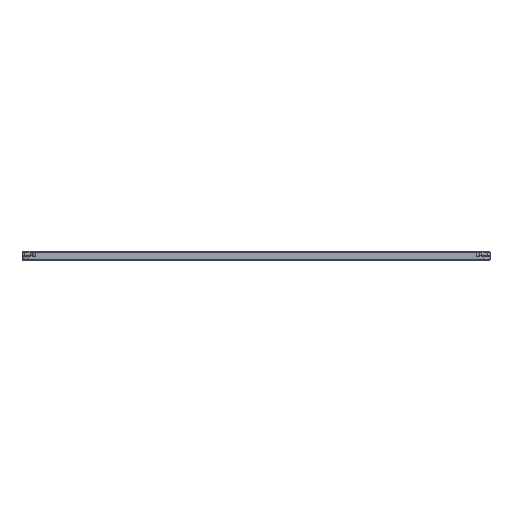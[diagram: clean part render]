
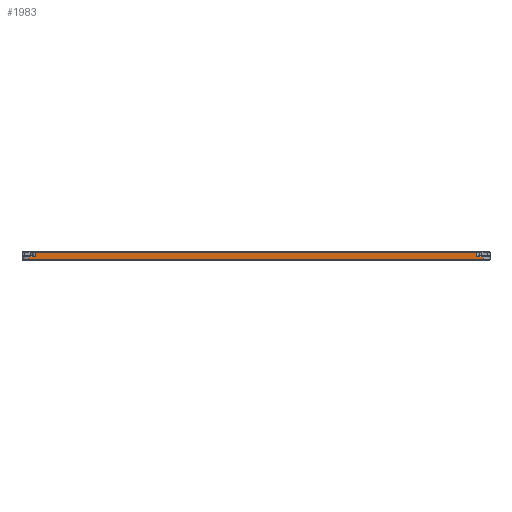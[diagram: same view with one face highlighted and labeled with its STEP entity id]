
A CAD part, front view. The second image highlights one B-rep face of the part: STEP entity #1983.
In plain terms, the highlighted planar face has unit normal (0, -1, 0).
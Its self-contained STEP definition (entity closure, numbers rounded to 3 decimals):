
#259=FACE_OUTER_BOUND('',#377,.T.);
#377=EDGE_LOOP('',(#1575,#1576,#1577,#1578,#1579,#1580,#1581,#1582));
#433=LINE('',#2961,#612);
#448=LINE('',#3038,#627);
#516=LINE('',#3286,#695);
#542=LINE('',#3350,#721);
#543=LINE('',#3352,#722);
#544=LINE('',#3354,#723);
#545=LINE('',#3356,#724);
#546=LINE('',#3357,#725);
#612=VECTOR('',#2315,10.);
#627=VECTOR('',#2390,10.);
#695=VECTOR('',#2646,10.);
#721=VECTOR('',#2720,10.);
#722=VECTOR('',#2723,10.);
#723=VECTOR('',#2724,10.);
#724=VECTOR('',#2725,10.);
#725=VECTOR('',#2726,10.);
#811=VERTEX_POINT('',#2953);
#813=VERTEX_POINT('',#2959);
#842=VERTEX_POINT('',#3031);
#845=VERTEX_POINT('',#3036);
#929=VERTEX_POINT('',#3277);
#931=VERTEX_POINT('',#3284);
#946=VERTEX_POINT('',#3353);
#947=VERTEX_POINT('',#3355);
#991=EDGE_CURVE('',#813,#811,#433,.T.);
#1028=EDGE_CURVE('',#845,#842,#448,.T.);
#1151=EDGE_CURVE('',#931,#929,#516,.T.);
#1185=EDGE_CURVE('',#929,#813,#542,.T.);
#1186=EDGE_CURVE('',#842,#931,#543,.T.);
#1187=EDGE_CURVE('',#946,#845,#544,.T.);
#1188=EDGE_CURVE('',#947,#946,#545,.T.);
#1189=EDGE_CURVE('',#811,#947,#546,.T.);
#1575=ORIENTED_EDGE('',*,*,#1185,.F.);
#1576=ORIENTED_EDGE('',*,*,#1151,.F.);
#1577=ORIENTED_EDGE('',*,*,#1186,.F.);
#1578=ORIENTED_EDGE('',*,*,#1028,.F.);
#1579=ORIENTED_EDGE('',*,*,#1187,.F.);
#1580=ORIENTED_EDGE('',*,*,#1188,.F.);
#1581=ORIENTED_EDGE('',*,*,#1189,.F.);
#1582=ORIENTED_EDGE('',*,*,#991,.F.);
#1901=PLANE('',#2207);
#1983=ADVANCED_FACE('',(#259),#1901,.T.);
#2207=AXIS2_PLACEMENT_3D('',#3351,#2721,#2722);
#2315=DIRECTION('',(1.,0.,0.));
#2390=DIRECTION('',(1.,0.,0.));
#2646=DIRECTION('',(1.,0.,0.));
#2720=DIRECTION('',(0.,0.,-1.));
#2721=DIRECTION('center_axis',(0.,-1.,0.));
#2722=DIRECTION('ref_axis',(-1.,0.,0.));
#2723=DIRECTION('',(0.,0.,1.));
#2724=DIRECTION('',(0.,0.,1.));
#2725=DIRECTION('',(-1.,0.,0.));
#2726=DIRECTION('',(0.,0.,-1.));
#2953=CARTESIAN_POINT('',(170.,-175.,-3.5));
#2959=CARTESIAN_POINT('',(165.,-175.,-3.5));
#2961=CARTESIAN_POINT('',(173.,-175.,-3.5));
#3031=CARTESIAN_POINT('',(-165.,-175.,-3.5));
#3036=CARTESIAN_POINT('',(-170.,-175.,-3.5));
#3038=CARTESIAN_POINT('',(2.,-175.,-3.5));
#3277=CARTESIAN_POINT('',(165.,-175.,-0.5));
#3284=CARTESIAN_POINT('',(-165.,-175.,-0.5));
#3286=CARTESIAN_POINT('',(87.5,-175.,-0.5));
#3350=CARTESIAN_POINT('',(165.,-175.,0.));
#3351=CARTESIAN_POINT('Origin',(175.,-175.,0.));
#3352=CARTESIAN_POINT('',(-165.,-175.,0.));
#3353=CARTESIAN_POINT('',(-170.,-175.,-5.5));
#3354=CARTESIAN_POINT('',(-170.,-175.,0.));
#3355=CARTESIAN_POINT('',(170.,-175.,-5.5));
#3356=CARTESIAN_POINT('',(87.5,-175.,-5.5));
#3357=CARTESIAN_POINT('',(170.,-175.,0.));
